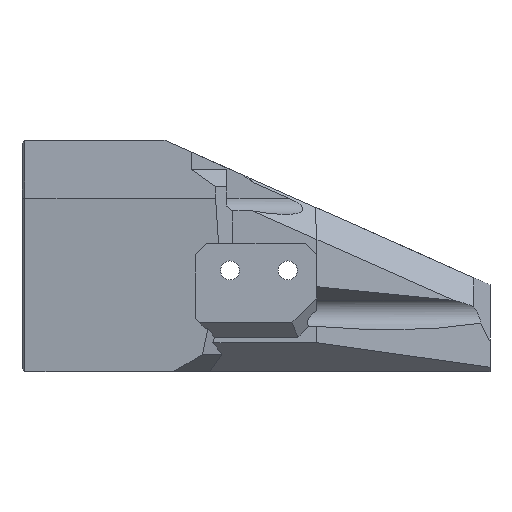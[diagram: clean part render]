
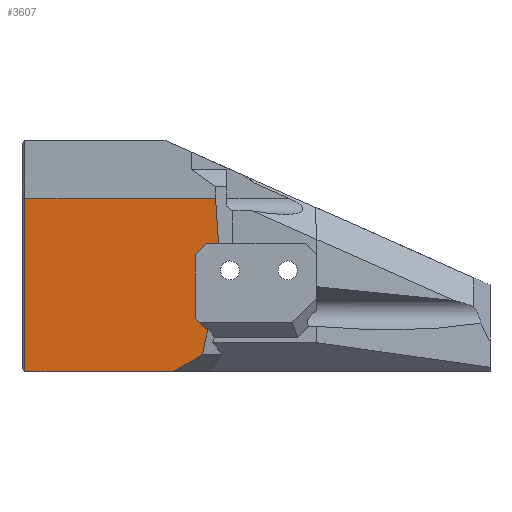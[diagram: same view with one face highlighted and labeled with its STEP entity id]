
A CAD part, left-side view. The second image highlights one B-rep face of the part: STEP entity #3607.
In plain terms, the highlighted planar face has unit normal (-0.998, 0, -0.067).
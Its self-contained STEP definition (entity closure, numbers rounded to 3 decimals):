
#310=FACE_OUTER_BOUND('',#495,.T.);
#495=EDGE_LOOP('',(#2439,#2440,#2441,#2442,#2443,#2444,#2445,#2446,#2447,
#2448,#2449));
#715=LINE('',#5034,#1145);
#717=LINE('',#5038,#1147);
#723=LINE('',#5050,#1153);
#724=LINE('',#5052,#1154);
#725=LINE('',#5054,#1155);
#726=LINE('',#5056,#1156);
#727=LINE('',#5058,#1157);
#728=LINE('',#5060,#1158);
#729=LINE('',#5062,#1159);
#730=LINE('',#5064,#1160);
#731=LINE('',#5065,#1161);
#1145=VECTOR('',#4091,10.);
#1147=VECTOR('',#4095,10.);
#1153=VECTOR('',#4103,10.);
#1154=VECTOR('',#4104,10.);
#1155=VECTOR('',#4105,10.);
#1156=VECTOR('',#4106,10.);
#1157=VECTOR('',#4107,10.);
#1158=VECTOR('',#4108,10.);
#1159=VECTOR('',#4109,10.);
#1160=VECTOR('',#4110,10.);
#1161=VECTOR('',#4111,10.);
#1559=VERTEX_POINT('',#5001);
#1566=VERTEX_POINT('',#5015);
#1571=VERTEX_POINT('',#5037);
#1576=VERTEX_POINT('',#5049);
#1577=VERTEX_POINT('',#5051);
#1578=VERTEX_POINT('',#5053);
#1579=VERTEX_POINT('',#5055);
#1580=VERTEX_POINT('',#5057);
#1581=VERTEX_POINT('',#5059);
#1582=VERTEX_POINT('',#5061);
#1583=VERTEX_POINT('',#5063);
#1908=EDGE_CURVE('',#1566,#1559,#715,.T.);
#1910=EDGE_CURVE('',#1571,#1559,#717,.T.);
#1916=EDGE_CURVE('',#1566,#1576,#723,.T.);
#1917=EDGE_CURVE('',#1577,#1576,#724,.T.);
#1918=EDGE_CURVE('',#1577,#1578,#725,.T.);
#1919=EDGE_CURVE('',#1578,#1579,#726,.T.);
#1920=EDGE_CURVE('',#1579,#1580,#727,.T.);
#1921=EDGE_CURVE('',#1580,#1581,#728,.T.);
#1922=EDGE_CURVE('',#1581,#1582,#729,.T.);
#1923=EDGE_CURVE('',#1582,#1583,#730,.T.);
#1924=EDGE_CURVE('',#1583,#1571,#731,.T.);
#2439=ORIENTED_EDGE('',*,*,#1908,.F.);
#2440=ORIENTED_EDGE('',*,*,#1916,.T.);
#2441=ORIENTED_EDGE('',*,*,#1917,.F.);
#2442=ORIENTED_EDGE('',*,*,#1918,.T.);
#2443=ORIENTED_EDGE('',*,*,#1919,.T.);
#2444=ORIENTED_EDGE('',*,*,#1920,.T.);
#2445=ORIENTED_EDGE('',*,*,#1921,.T.);
#2446=ORIENTED_EDGE('',*,*,#1922,.T.);
#2447=ORIENTED_EDGE('',*,*,#1923,.T.);
#2448=ORIENTED_EDGE('',*,*,#1924,.T.);
#2449=ORIENTED_EDGE('',*,*,#1910,.T.);
#3447=PLANE('',#3815);
#3607=ADVANCED_FACE('',(#310),#3447,.T.);
#3815=AXIS2_PLACEMENT_3D('',#5048,#4101,#4102);
#4091=DIRECTION('',(-0.067,0.,0.998));
#4095=DIRECTION('',(0.,1.,0.));
#4101=DIRECTION('center_axis',(-0.998,0.,-0.067));
#4102=DIRECTION('ref_axis',(-0.067,0.,0.998));
#4103=DIRECTION('',(0.,-1.,0.));
#4104=DIRECTION('',(0.034,0.86,-0.51));
#4105=DIRECTION('',(-0.065,-0.211,0.975));
#4106=DIRECTION('',(0.,1.,0.));
#4107=DIRECTION('',(-0.047,0.706,0.706));
#4108=DIRECTION('',(-0.067,0.,0.998));
#4109=DIRECTION('',(-0.047,-0.706,0.706));
#4110=DIRECTION('',(0.,-1.,0.));
#4111=DIRECTION('',(-0.066,0.066,0.996));
#5001=CARTESIAN_POINT('',(-17.25,19.,30.));
#5015=CARTESIAN_POINT('',(-15.25,19.,0.));
#5034=CARTESIAN_POINT('',(-15.716,19.,6.994));
#5037=CARTESIAN_POINT('',(-17.25,-14.,30.));
#5038=CARTESIAN_POINT('',(-17.25,-2.75,30.));
#5048=CARTESIAN_POINT('Origin',(-16.25,-2.75,15.));
#5049=CARTESIAN_POINT('',(-15.25,-6.752,0.));
#5050=CARTESIAN_POINT('',(-15.25,-2.75,0.));
#5051=CARTESIAN_POINT('',(-15.446,-11.717,2.943));
#5052=CARTESIAN_POINT('',(-15.471,-12.335,3.309));
#5053=CARTESIAN_POINT('',(-15.746,-12.691,7.446));
#5054=CARTESIAN_POINT('',(-15.824,-12.942,8.606));
#5055=CARTESIAN_POINT('',(-15.746,-12.254,7.446));
#5056=CARTESIAN_POINT('',(-15.746,-9.25,7.446));
#5057=CARTESIAN_POINT('',(-15.863,-10.5,9.2));
#5058=CARTESIAN_POINT('',(-16.054,-7.639,12.061));
#5059=CARTESIAN_POINT('',(-16.597,-10.5,20.2));
#5060=CARTESIAN_POINT('',(-16.485,-10.5,18.518));
#5061=CARTESIAN_POINT('',(-16.73,-12.5,22.2));
#5062=CARTESIAN_POINT('',(-16.412,-7.724,17.424));
#5063=CARTESIAN_POINT('',(-16.73,-14.52,22.2));
#5064=CARTESIAN_POINT('',(-16.73,-17.125,22.2));
#5065=CARTESIAN_POINT('',(-15.779,-15.471,7.938));
